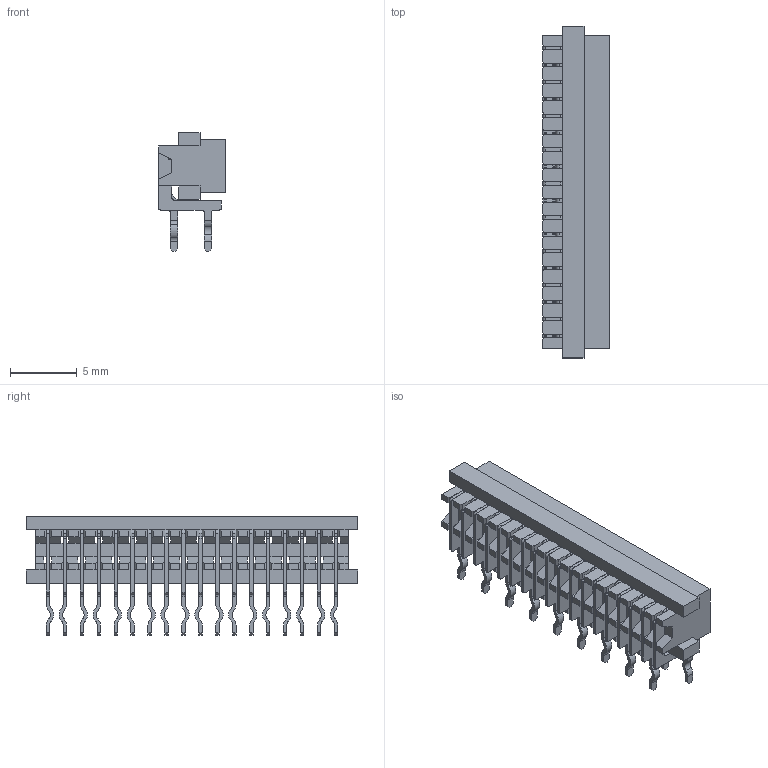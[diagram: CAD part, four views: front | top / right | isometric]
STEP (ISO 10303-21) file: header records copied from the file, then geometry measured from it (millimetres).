
FILE_DESCRIPTION(/* description */ ('Unknown'),/* implementation_level */ '2;1');
FILE_NAME(/* name */ 'J_Wurth_WR-MM_690368181872',/* time_stamp */ '2025-05-09T10:45:58+08:00',/* author */ ('Unknown'),/* organization */ ('Unknown'),/* preprocessor_version */ 'ST-DEVELOPER v19.4',/* originating_system */ 'Solid Edge',/* authorisation */ 'Unknown');
FILE_SCHEMA (('AUTOMOTIVE_DESIGN {1 0 10303 214 3 1 1}'));
Length unit declared in the file: millimetre
Products named in the file (2): J_Wurth_WR-MM_690368181872
Assembly tree (1 placements, depth 2):
  J_Wurth_WR-MM_690368181872
    J_Wurth_WR-MM_690368181872
Bounding box: 5 x 24.86 x 8.9 mm (x, y, z)
Volume: 442.9 mm3; surface area: 1697.8 mm2
Topology: 19 solids, 19 shells, 1637 faces, 4703 edges, 3086 vertices
Faces by surface type: plane 1160, cylinder 477
Entity records: 53471 total; most frequent: CARTESIAN_POINT 9428, ORIENTED_EDGE 9406, DIRECTION 8935, EDGE_CURVE 4703, LINE 3749, VECTOR 3749, VERTEX_POINT 3086, AXIS2_PLACEMENT_3D 2593
